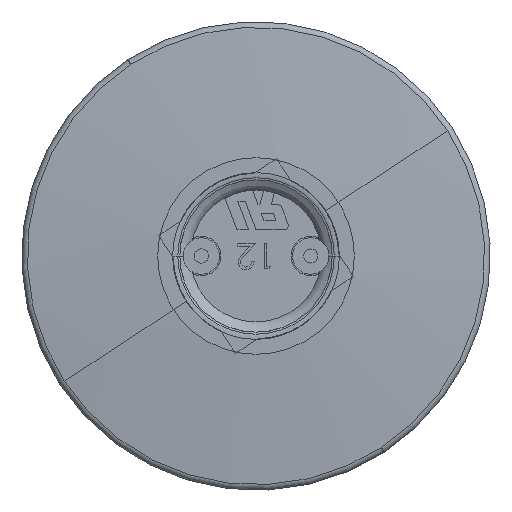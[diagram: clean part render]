
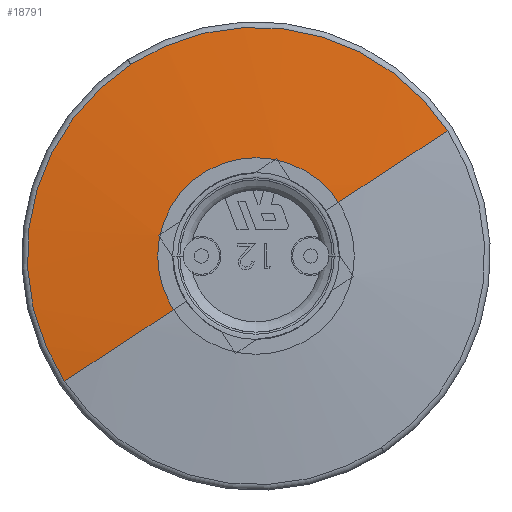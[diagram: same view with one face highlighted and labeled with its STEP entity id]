
A CAD part, front view. The second image highlights one B-rep face of the part: STEP entity #18791.
In plain terms, the highlighted spherical face has radius 129.381 mm.
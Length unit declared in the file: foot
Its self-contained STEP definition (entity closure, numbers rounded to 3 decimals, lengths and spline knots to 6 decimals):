
#668 = AXIS2_PLACEMENT_3D ( 'NONE', #18558, #23534, #7169 ) ;
#793 = CARTESIAN_POINT ( 'NONE',  ( 0.017, 0.004868, 0. ) ) ;
#982 = EDGE_CURVE ( 'NONE', #19793, #6647, #13132, .T. ) ;
#1060 = EDGE_CURVE ( 'NONE', #8655, #9213, #3643, .T. ) ;
#1156 = EDGE_CURVE ( 'NONE', #15292, #13524, #7535, .T. ) ;
#1709 = SPHERICAL_SURFACE ( 'NONE', #8364, 0.424479 ) ;
#1778 = CARTESIAN_POINT ( 'NONE',  ( 0., 0.004868, 0. ) ) ;
#2807 = DIRECTION ( 'NONE',  ( 0., 1., 0. ) ) ;
#2847 = CARTESIAN_POINT ( 'NONE',  ( 0., -0.419271, 0. ) ) ;
#2896 = AXIS2_PLACEMENT_3D ( 'NONE', #20848, #9537, #22756 ) ;
#2942 = CARTESIAN_POINT ( 'NONE',  ( 0., -0.419271, 0.014458 ) ) ;
#3184 = CARTESIAN_POINT ( 'NONE',  ( -0.014458, 0.004868, 0.008942 ) ) ;
#3388 = EDGE_LOOP ( 'NONE', ( #13258, #19859, #8912, #13364, #20721, #7329, #18069, #6300, #11495, #3982, #17848 ) ) ;
#3643 = CIRCLE ( 'NONE', #21431, 0.424479 ) ;
#3660 = DIRECTION ( 'NONE',  ( 0., 0., -1. ) ) ;
#3982 = ORIENTED_EDGE ( 'NONE', *, *, #11985, .F. ) ;
#4527 = DIRECTION ( 'NONE',  ( -1., 0., 0. ) ) ;
#4565 = DIRECTION ( 'NONE',  ( 0., 0., -1. ) ) ;
#4826 = AXIS2_PLACEMENT_3D ( 'NONE', #18241, #6928, #20142 ) ;
#4852 = DIRECTION ( 'NONE',  ( 1., 0., 0. ) ) ;
#5092 = CARTESIAN_POINT ( 'NONE',  ( 0., -0.419271, 0. ) ) ;
#5901 = EDGE_CURVE ( 'NONE', #6477, #20089, #24310, .T. ) ;
#6300 = ORIENTED_EDGE ( 'NONE', *, *, #1156, .F. ) ;
#6477 = VERTEX_POINT ( 'NONE', #11422 ) ;
#6647 = VERTEX_POINT ( 'NONE', #793 ) ;
#6928 = DIRECTION ( 'NONE',  ( 0., 1., 0. ) ) ;
#7169 = DIRECTION ( 'NONE',  ( 1., 0., 0. ) ) ;
#7171 = CARTESIAN_POINT ( 'NONE',  ( -0.047019, 0.002596, 0. ) ) ;
#7216 = CIRCLE ( 'NONE', #20821, 0.424233 ) ;
#7218 = CIRCLE ( 'NONE', #17099, 0.047019 ) ;
#7329 = ORIENTED_EDGE ( 'NONE', *, *, #5901, .F. ) ;
#7348 = FACE_OUTER_BOUND ( 'NONE', #3388, .T. ) ;
#7535 = CIRCLE ( 'NONE', #668, 0.424233 ) ;
#7709 = CIRCLE ( 'NONE', #4826, 0.047019 ) ;
#8030 = CARTESIAN_POINT ( 'NONE',  ( 0., 0.002596, 0.047019 ) ) ;
#8364 = AXIS2_PLACEMENT_3D ( 'NONE', #2847, #10404, #16093 ) ;
#8655 = VERTEX_POINT ( 'NONE', #7171 ) ;
#8750 = EDGE_CURVE ( 'NONE', #13524, #6477, #17667, .T. ) ;
#8892 = CARTESIAN_POINT ( 'NONE',  ( -0.014458, 0.004716, 0.014458 ) ) ;
#8912 = ORIENTED_EDGE ( 'NONE', *, *, #982, .T. ) ;
#9213 = VERTEX_POINT ( 'NONE', #20523 ) ;
#9537 = DIRECTION ( 'NONE',  ( 0., 1., 0. ) ) ;
#10404 = DIRECTION ( 'NONE',  ( 0., 0., 1. ) ) ;
#10718 = CARTESIAN_POINT ( 'NONE',  ( 0., 0.002596, 0. ) ) ;
#10744 = CIRCLE ( 'NONE', #20447, 0.424233 ) ;
#10996 = EDGE_CURVE ( 'NONE', #12581, #15292, #7216, .T. ) ;
#11309 = DIRECTION ( 'NONE',  ( 1., 0., 0. ) ) ;
#11422 = CARTESIAN_POINT ( 'NONE',  ( 0.008942, 0.004868, 0.014458 ) ) ;
#11495 = ORIENTED_EDGE ( 'NONE', *, *, #10996, .F. ) ;
#11732 = EDGE_CURVE ( 'NONE', #23855, #6647, #21061, .T. ) ;
#11985 = EDGE_CURVE ( 'NONE', #9213, #12581, #15398, .T. ) ;
#12581 = VERTEX_POINT ( 'NONE', #3184 ) ;
#12597 = DIRECTION ( 'NONE',  ( 0., 0., 1. ) ) ;
#13132 = CIRCLE ( 'NONE', #16380, 0.424479 ) ;
#13258 = ORIENTED_EDGE ( 'NONE', *, *, #13497, .T. ) ;
#13364 = ORIENTED_EDGE ( 'NONE', *, *, #11732, .F. ) ;
#13497 = EDGE_CURVE ( 'NONE', #8655, #22146, #7709, .T. ) ;
#13524 = VERTEX_POINT ( 'NONE', #16346 ) ;
#14122 = CARTESIAN_POINT ( 'NONE',  ( 0., 0.004868, 0. ) ) ;
#14321 = AXIS2_PLACEMENT_3D ( 'NONE', #14122, #2807, #16047 ) ;
#14522 = DIRECTION ( 'NONE',  ( 0., 0., 1. ) ) ;
#15009 = DIRECTION ( 'NONE',  ( 0., 1., 0. ) ) ;
#15292 = VERTEX_POINT ( 'NONE', #8892 ) ;
#15398 = CIRCLE ( 'NONE', #14321, 0.017 ) ;
#15854 = CARTESIAN_POINT ( 'NONE',  ( 0.014458, -0.419271, 0. ) ) ;
#16047 = DIRECTION ( 'NONE',  ( 0., 0., -1. ) ) ;
#16093 = DIRECTION ( 'NONE',  ( -1., 0., 0. ) ) ;
#16181 = DIRECTION ( 'NONE',  ( 0., 0., -1. ) ) ;
#16346 = CARTESIAN_POINT ( 'NONE',  ( -0.008942, 0.004868, 0.014458 ) ) ;
#16380 = AXIS2_PLACEMENT_3D ( 'NONE', #18242, #14522, #18981 ) ;
#17099 = AXIS2_PLACEMENT_3D ( 'NONE', #10718, #23941, #12597 ) ;
#17667 = CIRCLE ( 'NONE', #18795, 0.017 ) ;
#17766 = DIRECTION ( 'NONE',  ( 0., 0., -1. ) ) ;
#17848 = ORIENTED_EDGE ( 'NONE', *, *, #1060, .F. ) ;
#18069 = ORIENTED_EDGE ( 'NONE', *, *, #8750, .F. ) ;
#18241 = CARTESIAN_POINT ( 'NONE',  ( 0., 0.002596, 0. ) ) ;
#18242 = CARTESIAN_POINT ( 'NONE',  ( 0., -0.419271, 0. ) ) ;
#18558 = CARTESIAN_POINT ( 'NONE',  ( 0., -0.419271, 0.014458 ) ) ;
#18791 = ADVANCED_FACE ( 'NONE', ( #7348 ), #1709, .T. ) ;
#18795 = AXIS2_PLACEMENT_3D ( 'NONE', #1778, #15009, #3660 ) ;
#18842 = CARTESIAN_POINT ( 'NONE',  ( 0.014458, 0.004868, 0.008942 ) ) ;
#18981 = DIRECTION ( 'NONE',  ( 1., 0., 0. ) ) ;
#19793 = VERTEX_POINT ( 'NONE', #20422 ) ;
#19859 = ORIENTED_EDGE ( 'NONE', *, *, #23084, .T. ) ;
#20089 = VERTEX_POINT ( 'NONE', #22908 ) ;
#20142 = DIRECTION ( 'NONE',  ( 0., 0., 1. ) ) ;
#20422 = CARTESIAN_POINT ( 'NONE',  ( 0.047019, 0.002596, 0. ) ) ;
#20447 = AXIS2_PLACEMENT_3D ( 'NONE', #15854, #4527, #17766 ) ;
#20523 = CARTESIAN_POINT ( 'NONE',  ( -0.017, 0.004868, 0. ) ) ;
#20721 = ORIENTED_EDGE ( 'NONE', *, *, #23523, .F. ) ;
#20821 = AXIS2_PLACEMENT_3D ( 'NONE', #22631, #11309, #24529 ) ;
#20848 = CARTESIAN_POINT ( 'NONE',  ( 0., 0.004868, 0. ) ) ;
#21061 = CIRCLE ( 'NONE', #2896, 0.017 ) ;
#21431 = AXIS2_PLACEMENT_3D ( 'NONE', #5092, #4565, #21620 ) ;
#21620 = DIRECTION ( 'NONE',  ( -1., 0., 0. ) ) ;
#22094 = AXIS2_PLACEMENT_3D ( 'NONE', #2942, #16181, #4852 ) ;
#22146 = VERTEX_POINT ( 'NONE', #8030 ) ;
#22631 = CARTESIAN_POINT ( 'NONE',  ( -0.014458, -0.419271, 0. ) ) ;
#22756 = DIRECTION ( 'NONE',  ( 0., 0., -1. ) ) ;
#22908 = CARTESIAN_POINT ( 'NONE',  ( 0.014458, 0.004716, 0.014458 ) ) ;
#23084 = EDGE_CURVE ( 'NONE', #22146, #19793, #7218, .T. ) ;
#23523 = EDGE_CURVE ( 'NONE', #20089, #23855, #10744, .T. ) ;
#23534 = DIRECTION ( 'NONE',  ( 0., 0., -1. ) ) ;
#23855 = VERTEX_POINT ( 'NONE', #18842 ) ;
#23941 = DIRECTION ( 'NONE',  ( 0., 1., 0. ) ) ;
#24310 = CIRCLE ( 'NONE', #22094, 0.424233 ) ;
#24529 = DIRECTION ( 'NONE',  ( 0., 0., 1. ) ) ;
